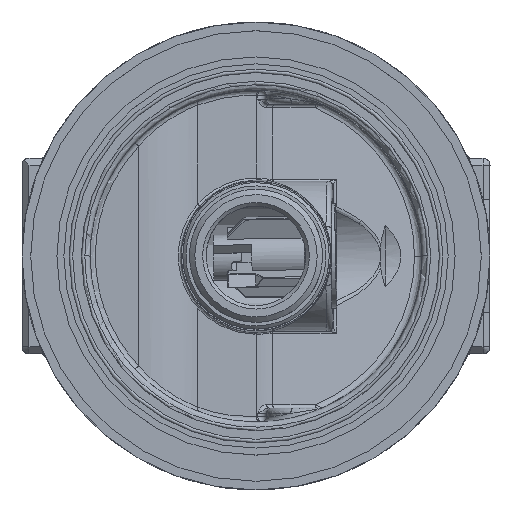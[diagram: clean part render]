
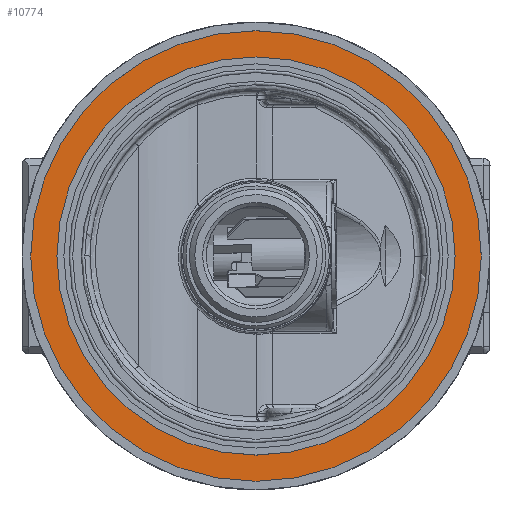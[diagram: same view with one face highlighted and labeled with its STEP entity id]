
A CAD part, top view. The second image highlights one B-rep face of the part: STEP entity #10774.
In plain terms, the highlighted planar face has unit normal (0, 0, 1).
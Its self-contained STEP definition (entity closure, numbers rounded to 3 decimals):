
#278=CIRCLE('',#11375,64.5);
#279=CIRCLE('',#11377,57.);
#4029=ORIENTED_EDGE('',*,*,#6116,.T.);
#4030=ORIENTED_EDGE('',*,*,#6117,.T.);
#6116=EDGE_CURVE('',#7224,#7224,#278,.T.);
#6117=EDGE_CURVE('',#7225,#7225,#279,.T.);
#7224=VERTEX_POINT('',#37576);
#7225=VERTEX_POINT('',#37579);
#9038=EDGE_LOOP('',(#4029));
#9039=EDGE_LOOP('',(#4030));
#9832=FACE_BOUND('',#9038,.T.);
#9833=FACE_BOUND('',#9039,.T.);
#10167=PLANE('',#11376);
#10774=ADVANCED_FACE('',(#9832,#9833),#10167,.T.);
#11375=AXIS2_PLACEMENT_3D('',#37575,#12818,#12819);
#11376=AXIS2_PLACEMENT_3D('',#37577,#12820,#12821);
#11377=AXIS2_PLACEMENT_3D('',#37578,#12822,#12823);
#12818=DIRECTION('',(0.,0.,1.));
#12819=DIRECTION('',(1.,0.,0.));
#12820=DIRECTION('',(0.,0.,1.));
#12821=DIRECTION('',(1.,0.,0.));
#12822=DIRECTION('',(0.,0.,-1.));
#12823=DIRECTION('',(1.,0.,0.));
#37575=CARTESIAN_POINT('',(-1.016,16.207,105.875));
#37576=CARTESIAN_POINT('',(63.484,16.207,105.875));
#37577=CARTESIAN_POINT('',(-78.416,-61.193,105.875));
#37578=CARTESIAN_POINT('',(-1.016,16.207,105.875));
#37579=CARTESIAN_POINT('',(55.984,16.207,105.875));
